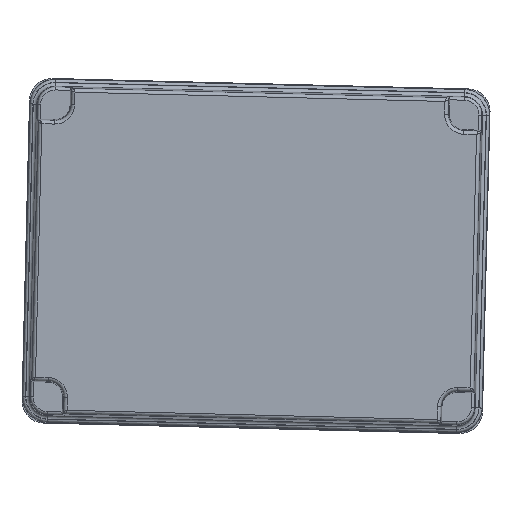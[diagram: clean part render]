
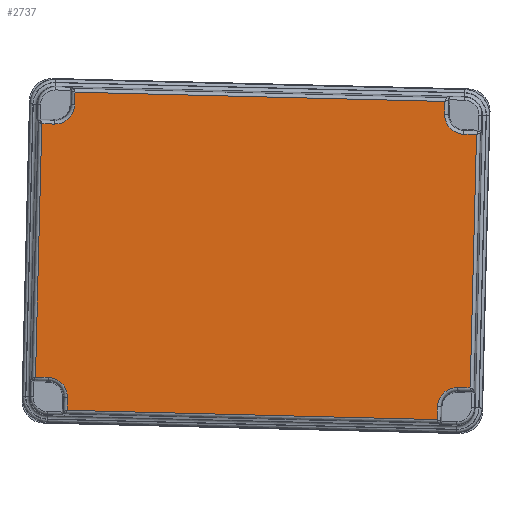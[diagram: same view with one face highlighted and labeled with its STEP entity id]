
A CAD part, top view. The second image highlights one B-rep face of the part: STEP entity #2737.
In plain terms, the highlighted planar face has unit normal (0, 0, 1).
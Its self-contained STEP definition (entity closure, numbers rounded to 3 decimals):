
#2=DIRECTION('',(-1.,0.,0.));
#3=VECTOR('',#2,173.87);
#4=CARTESIAN_POINT('',(86.935,-149.154,49.5));
#5=LINE('',#4,#3);
#6=CARTESIAN_POINT('',(-100.4,-140.4,49.5));
#7=DIRECTION('',(0.,0.,1.));
#8=DIRECTION('',(1.,0.,0.));
#9=AXIS2_PLACEMENT_3D('',#6,#7,#8);
#11=CARTESIAN_POINT('',(-100.4,140.4,49.5));
#12=DIRECTION('',(0.,0.,1.));
#13=DIRECTION('',(0.,-1.,0.));
#14=AXIS2_PLACEMENT_3D('',#11,#12,#13);
#16=DIRECTION('',(1.,0.,0.));
#17=VECTOR('',#16,173.87);
#18=CARTESIAN_POINT('',(-86.935,149.154,49.5));
#19=LINE('',#18,#17);
#20=CARTESIAN_POINT('',(100.4,140.4,49.5));
#21=DIRECTION('',(0.,0.,-1.));
#22=DIRECTION('',(0.,-1.,0.));
#23=AXIS2_PLACEMENT_3D('',#20,#21,#22);
#25=CARTESIAN_POINT('',(100.4,-140.4,49.5));
#26=DIRECTION('',(0.,0.,-1.));
#27=DIRECTION('',(-1.,0.,0.));
#28=AXIS2_PLACEMENT_3D('',#25,#26,#27);
#74=CARTESIAN_POINT('',(-86.935,149.154,49.5));
#94=CARTESIAN_POINT('',(86.935,149.154,49.5));
#131=DIRECTION('',(0.,-1.,0.));
#132=VECTOR('',#131,8.754);
#133=CARTESIAN_POINT('',(-86.935,149.154,49.5));
#134=LINE('',#133,#132);
#174=DIRECTION('',(-1.,0.,0.));
#175=VECTOR('',#174,8.754);
#176=CARTESIAN_POINT('',(-100.4,126.935,49.5));
#177=LINE('',#176,#175);
#178=CARTESIAN_POINT('',(-109.154,126.935,49.5));
#199=DIRECTION('',(0.,-1.,0.));
#200=VECTOR('',#199,253.87);
#201=CARTESIAN_POINT('',(-109.154,126.935,49.5));
#202=LINE('',#201,#200);
#402=DIRECTION('',(1.,0.,0.));
#403=VECTOR('',#402,8.754);
#404=CARTESIAN_POINT('',(-109.154,-126.935,49.5));
#405=LINE('',#404,#403);
#429=DIRECTION('',(0.,-1.,0.));
#430=VECTOR('',#429,8.754);
#431=CARTESIAN_POINT('',(-86.935,-140.4,49.5));
#432=LINE('',#431,#430);
#471=CARTESIAN_POINT('',(-86.935,-149.154,49.5));
#879=DIRECTION('',(-1.,0.,0.));
#880=VECTOR('',#879,8.754);
#881=CARTESIAN_POINT('',(109.154,-126.935,49.5));
#882=LINE('',#881,#880);
#922=DIRECTION('',(0.,-1.,0.));
#923=VECTOR('',#922,8.754);
#924=CARTESIAN_POINT('',(86.935,-140.4,49.5));
#925=LINE('',#924,#923);
#926=CARTESIAN_POINT('',(86.935,-149.154,49.5));
#962=DIRECTION('',(0.,-1.,0.));
#963=VECTOR('',#962,253.87);
#964=CARTESIAN_POINT('',(109.154,126.935,49.5));
#965=LINE('',#964,#963);
#971=CARTESIAN_POINT('',(109.154,126.935,49.5));
#1003=DIRECTION('',(1.,0.,0.));
#1004=VECTOR('',#1003,8.754);
#1005=CARTESIAN_POINT('',(100.4,126.935,49.5));
#1006=LINE('',#1005,#1004);
#1030=DIRECTION('',(0.,-1.,0.));
#1031=VECTOR('',#1030,8.754);
#1032=CARTESIAN_POINT('',(86.935,149.154,49.5));
#1033=LINE('',#1032,#1031);
#2194=VERTEX_POINT('',#94);
#2199=CARTESIAN_POINT('',(100.4,126.935,49.5));
#2200=CARTESIAN_POINT('',(86.935,140.4,49.5));
#2201=VERTEX_POINT('',#2199);
#2202=VERTEX_POINT('',#2200);
#2243=VERTEX_POINT('',#926);
#2244=CARTESIAN_POINT('',(86.935,-140.4,49.5));
#2246=VERTEX_POINT('',#2244);
#2250=CARTESIAN_POINT('',(100.4,-126.935,49.5));
#2251=VERTEX_POINT('',#2250);
#2276=VERTEX_POINT('',#971);
#2277=CARTESIAN_POINT('',(109.154,-126.935,49.5));
#2278=VERTEX_POINT('',#2277);
#2458=VERTEX_POINT('',#74);
#2463=CARTESIAN_POINT('',(-100.4,126.935,49.5));
#2464=CARTESIAN_POINT('',(-86.935,140.4,49.5));
#2465=VERTEX_POINT('',#2463);
#2466=VERTEX_POINT('',#2464);
#2507=VERTEX_POINT('',#471);
#2508=CARTESIAN_POINT('',(-86.935,-140.4,49.5));
#2510=VERTEX_POINT('',#2508);
#2514=CARTESIAN_POINT('',(-100.4,-126.935,49.5));
#2515=VERTEX_POINT('',#2514);
#2540=VERTEX_POINT('',#178);
#2541=CARTESIAN_POINT('',(-109.154,-126.935,49.5));
#2542=VERTEX_POINT('',#2541);
#2698=CARTESIAN_POINT('',(0.,0.,49.5));
#2699=DIRECTION('',(0.,0.,1.));
#2700=DIRECTION('',(1.,0.,0.));
#2701=AXIS2_PLACEMENT_3D('',#2698,#2699,#2700);
#2702=PLANE('',#2701);
#2704=ORIENTED_EDGE('',*,*,#2703,.T.);
#2706=ORIENTED_EDGE('',*,*,#2705,.F.);
#2708=ORIENTED_EDGE('',*,*,#2707,.T.);
#2710=ORIENTED_EDGE('',*,*,#2709,.F.);
#2712=ORIENTED_EDGE('',*,*,#2711,.F.);
#2714=ORIENTED_EDGE('',*,*,#2713,.F.);
#2716=ORIENTED_EDGE('',*,*,#2715,.T.);
#2718=ORIENTED_EDGE('',*,*,#2717,.F.);
#2720=ORIENTED_EDGE('',*,*,#2719,.T.);
#2722=ORIENTED_EDGE('',*,*,#2721,.T.);
#2724=ORIENTED_EDGE('',*,*,#2723,.F.);
#2726=ORIENTED_EDGE('',*,*,#2725,.T.);
#2728=ORIENTED_EDGE('',*,*,#2727,.T.);
#2730=ORIENTED_EDGE('',*,*,#2729,.T.);
#2732=ORIENTED_EDGE('',*,*,#2731,.F.);
#2734=ORIENTED_EDGE('',*,*,#2733,.T.);
#2735=EDGE_LOOP('',(#2704,#2706,#2708,#2710,#2712,#2714,#2716,#2718,#2720,#2722,
#2724,#2726,#2728,#2730,#2732,#2734));
#2736=FACE_OUTER_BOUND('',#2735,.F.);
#2737=ADVANCED_FACE('',(#2736),#2702,.T.);
#10=CIRCLE('',#9,13.465);
#15=CIRCLE('',#14,13.465);
#24=CIRCLE('',#23,13.465);
#29=CIRCLE('',#28,13.465);
#2703=EDGE_CURVE('',#2243,#2507,#5,.T.);
#2705=EDGE_CURVE('',#2510,#2507,#432,.T.);
#2707=EDGE_CURVE('',#2510,#2515,#10,.T.);
#2709=EDGE_CURVE('',#2542,#2515,#405,.T.);
#2711=EDGE_CURVE('',#2540,#2542,#202,.T.);
#2713=EDGE_CURVE('',#2465,#2540,#177,.T.);
#2715=EDGE_CURVE('',#2465,#2466,#15,.T.);
#2717=EDGE_CURVE('',#2458,#2466,#134,.T.);
#2719=EDGE_CURVE('',#2458,#2194,#19,.T.);
#2721=EDGE_CURVE('',#2194,#2202,#1033,.T.);
#2723=EDGE_CURVE('',#2201,#2202,#24,.T.);
#2725=EDGE_CURVE('',#2201,#2276,#1006,.T.);
#2727=EDGE_CURVE('',#2276,#2278,#965,.T.);
#2729=EDGE_CURVE('',#2278,#2251,#882,.T.);
#2731=EDGE_CURVE('',#2246,#2251,#29,.T.);
#2733=EDGE_CURVE('',#2246,#2243,#925,.T.);
